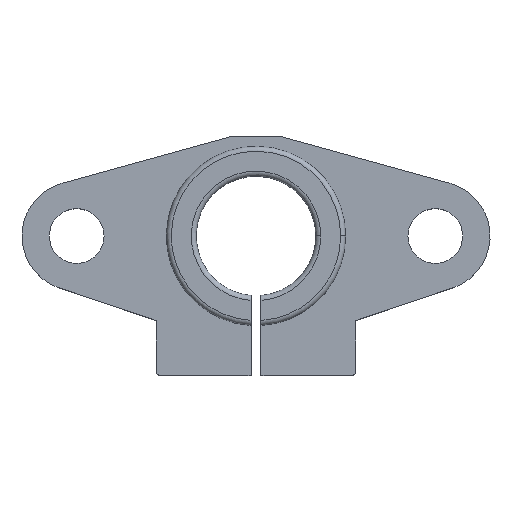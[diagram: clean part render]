
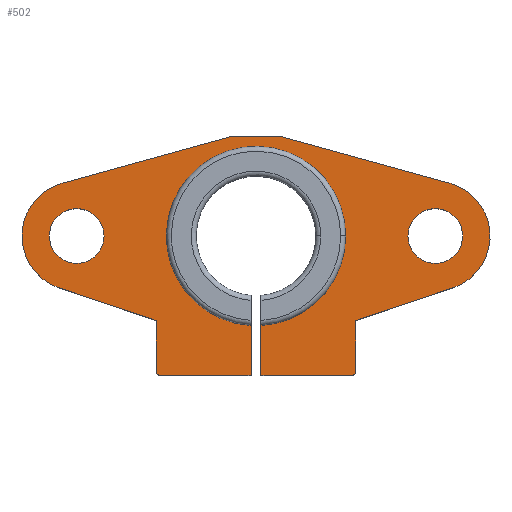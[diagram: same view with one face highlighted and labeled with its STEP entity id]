
A CAD part, top view. The second image highlights one B-rep face of the part: STEP entity #502.
In plain terms, the highlighted planar face has unit normal (0, 0, 1).
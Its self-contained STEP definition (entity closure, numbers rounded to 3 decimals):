
#123 = VERTEX_POINT('',#124);
#124 = CARTESIAN_POINT('',(0.5,-14.,3.5));
#130 = EDGE_CURVE('',#123,#131,#133,.T.);
#131 = VERTEX_POINT('',#132);
#132 = CARTESIAN_POINT('',(0.5,-8.986,3.5));
#133 = LINE('',#134,#135);
#134 = CARTESIAN_POINT('',(0.5,-8.436,3.5));
#135 = VECTOR('',#136,1.);
#136 = DIRECTION('',(0.,1.,0.));
#483 = VERTEX_POINT('',#484);
#484 = CARTESIAN_POINT('',(9.,0.,3.5));
#490 = EDGE_CURVE('',#131,#483,#491,.T.);
#491 = CIRCLE('',#492,9.);
#492 = AXIS2_PLACEMENT_3D('',#493,#494,#495);
#493 = CARTESIAN_POINT('',(0.,0.,3.5));
#494 = DIRECTION('',(0.,0.,1.));
#495 = DIRECTION('',(1.,0.,0.));
#502 = ADVANCED_FACE('',(#503,#630,#641),#652,.F.);
#503 = FACE_BOUND('',#504,.F.);
#504 = EDGE_LOOP('',(#505,#516,#524,#532,#541,#549,#557,#565,#574,#582,
    #590,#599,#605,#606,#607,#616,#624));
#505 = ORIENTED_EDGE('',*,*,#506,.T.);
#506 = EDGE_CURVE('',#507,#509,#511,.T.);
#507 = VERTEX_POINT('',#508);
#508 = CARTESIAN_POINT('',(-9.6,-14.,3.5));
#509 = VERTEX_POINT('',#510);
#510 = CARTESIAN_POINT('',(-10.,-13.6,3.5));
#511 = CIRCLE('',#512,0.4);
#512 = AXIS2_PLACEMENT_3D('',#513,#514,#515);
#513 = CARTESIAN_POINT('',(-9.6,-13.6,3.5));
#514 = DIRECTION('',(-0.,-0.,-1.));
#515 = DIRECTION('',(0.,-1.,0.));
#516 = ORIENTED_EDGE('',*,*,#517,.T.);
#517 = EDGE_CURVE('',#509,#518,#520,.T.);
#518 = VERTEX_POINT('',#519);
#519 = CARTESIAN_POINT('',(-10.,-8.5,3.5));
#520 = LINE('',#521,#522);
#521 = CARTESIAN_POINT('',(-10.,-14.,3.5));
#522 = VECTOR('',#523,1.);
#523 = DIRECTION('',(0.,1.,0.));
#524 = ORIENTED_EDGE('',*,*,#525,.T.);
#525 = EDGE_CURVE('',#518,#526,#528,.T.);
#526 = VERTEX_POINT('',#527);
#527 = CARTESIAN_POINT('',(-19.756,-5.212,3.5));
#528 = LINE('',#529,#530);
#529 = CARTESIAN_POINT('',(-10.,-8.5,3.5));
#530 = VECTOR('',#531,1.);
#531 = DIRECTION('',(-0.948,0.319,0.));
#532 = ORIENTED_EDGE('',*,*,#533,.F.);
#533 = EDGE_CURVE('',#534,#526,#536,.T.);
#534 = VERTEX_POINT('',#535);
#535 = CARTESIAN_POINT('',(-19.468,5.3,3.5));
#536 = CIRCLE('',#537,5.5);
#537 = AXIS2_PLACEMENT_3D('',#538,#539,#540);
#538 = CARTESIAN_POINT('',(-18.,0.,3.5));
#539 = DIRECTION('',(0.,0.,1.));
#540 = DIRECTION('',(1.,0.,0.));
#541 = ORIENTED_EDGE('',*,*,#542,.T.);
#542 = EDGE_CURVE('',#534,#543,#545,.T.);
#543 = VERTEX_POINT('',#544);
#544 = CARTESIAN_POINT('',(-2.5,10.,3.5));
#545 = LINE('',#546,#547);
#546 = CARTESIAN_POINT('',(-19.468,5.3,3.5));
#547 = VECTOR('',#548,1.);
#548 = DIRECTION('',(0.964,0.267,0.));
#549 = ORIENTED_EDGE('',*,*,#550,.T.);
#550 = EDGE_CURVE('',#543,#551,#553,.T.);
#551 = VERTEX_POINT('',#552);
#552 = CARTESIAN_POINT('',(2.5,10.,3.5));
#553 = LINE('',#554,#555);
#554 = CARTESIAN_POINT('',(-2.5,10.,3.5));
#555 = VECTOR('',#556,1.);
#556 = DIRECTION('',(1.,0.,0.));
#557 = ORIENTED_EDGE('',*,*,#558,.F.);
#558 = EDGE_CURVE('',#559,#551,#561,.T.);
#559 = VERTEX_POINT('',#560);
#560 = CARTESIAN_POINT('',(19.468,5.3,3.5));
#561 = LINE('',#562,#563);
#562 = CARTESIAN_POINT('',(19.468,5.3,3.5));
#563 = VECTOR('',#564,1.);
#564 = DIRECTION('',(-0.964,0.267,0.));
#565 = ORIENTED_EDGE('',*,*,#566,.F.);
#566 = EDGE_CURVE('',#567,#559,#569,.T.);
#567 = VERTEX_POINT('',#568);
#568 = CARTESIAN_POINT('',(19.756,-5.212,3.5));
#569 = CIRCLE('',#570,5.5);
#570 = AXIS2_PLACEMENT_3D('',#571,#572,#573);
#571 = CARTESIAN_POINT('',(18.,0.,3.5));
#572 = DIRECTION('',(0.,0.,1.));
#573 = DIRECTION('',(1.,0.,0.));
#574 = ORIENTED_EDGE('',*,*,#575,.T.);
#575 = EDGE_CURVE('',#567,#576,#578,.T.);
#576 = VERTEX_POINT('',#577);
#577 = CARTESIAN_POINT('',(10.,-8.5,3.5));
#578 = LINE('',#579,#580);
#579 = CARTESIAN_POINT('',(19.756,-5.212,3.5));
#580 = VECTOR('',#581,1.);
#581 = DIRECTION('',(-0.948,-0.319,0.));
#582 = ORIENTED_EDGE('',*,*,#583,.F.);
#583 = EDGE_CURVE('',#584,#576,#586,.T.);
#584 = VERTEX_POINT('',#585);
#585 = CARTESIAN_POINT('',(10.,-13.6,3.5));
#586 = LINE('',#587,#588);
#587 = CARTESIAN_POINT('',(10.,-14.,3.5));
#588 = VECTOR('',#589,1.);
#589 = DIRECTION('',(0.,1.,0.));
#590 = ORIENTED_EDGE('',*,*,#591,.T.);
#591 = EDGE_CURVE('',#584,#592,#594,.T.);
#592 = VERTEX_POINT('',#593);
#593 = CARTESIAN_POINT('',(9.6,-14.,3.5));
#594 = CIRCLE('',#595,0.4);
#595 = AXIS2_PLACEMENT_3D('',#596,#597,#598);
#596 = CARTESIAN_POINT('',(9.6,-13.6,3.5));
#597 = DIRECTION('',(-0.,-0.,-1.));
#598 = DIRECTION('',(0.,-1.,0.));
#599 = ORIENTED_EDGE('',*,*,#600,.F.);
#600 = EDGE_CURVE('',#123,#592,#601,.T.);
#601 = LINE('',#602,#603);
#602 = CARTESIAN_POINT('',(-10.,-14.,3.5));
#603 = VECTOR('',#604,1.);
#604 = DIRECTION('',(1.,0.,0.));
#605 = ORIENTED_EDGE('',*,*,#130,.T.);
#606 = ORIENTED_EDGE('',*,*,#490,.T.);
#607 = ORIENTED_EDGE('',*,*,#608,.T.);
#608 = EDGE_CURVE('',#483,#609,#611,.T.);
#609 = VERTEX_POINT('',#610);
#610 = CARTESIAN_POINT('',(-0.5,-8.986,3.5));
#611 = CIRCLE('',#612,9.);
#612 = AXIS2_PLACEMENT_3D('',#613,#614,#615);
#613 = CARTESIAN_POINT('',(0.,0.,3.5));
#614 = DIRECTION('',(0.,0.,1.));
#615 = DIRECTION('',(1.,0.,0.));
#616 = ORIENTED_EDGE('',*,*,#617,.T.);
#617 = EDGE_CURVE('',#609,#618,#620,.T.);
#618 = VERTEX_POINT('',#619);
#619 = CARTESIAN_POINT('',(-0.5,-14.,3.5));
#620 = LINE('',#621,#622);
#621 = CARTESIAN_POINT('',(-0.5,-3.436,3.5));
#622 = VECTOR('',#623,1.);
#623 = DIRECTION('',(0.,-1.,0.));
#624 = ORIENTED_EDGE('',*,*,#625,.F.);
#625 = EDGE_CURVE('',#507,#618,#626,.T.);
#626 = LINE('',#627,#628);
#627 = CARTESIAN_POINT('',(-10.,-14.,3.5));
#628 = VECTOR('',#629,1.);
#629 = DIRECTION('',(1.,0.,0.));
#630 = FACE_BOUND('',#631,.F.);
#631 = EDGE_LOOP('',(#632));
#632 = ORIENTED_EDGE('',*,*,#633,.T.);
#633 = EDGE_CURVE('',#634,#634,#636,.T.);
#634 = VERTEX_POINT('',#635);
#635 = CARTESIAN_POINT('',(20.75,0.,3.5));
#636 = CIRCLE('',#637,2.75);
#637 = AXIS2_PLACEMENT_3D('',#638,#639,#640);
#638 = CARTESIAN_POINT('',(18.,0.,3.5));
#639 = DIRECTION('',(0.,0.,1.));
#640 = DIRECTION('',(1.,0.,0.));
#641 = FACE_BOUND('',#642,.F.);
#642 = EDGE_LOOP('',(#643));
#643 = ORIENTED_EDGE('',*,*,#644,.T.);
#644 = EDGE_CURVE('',#645,#645,#647,.T.);
#645 = VERTEX_POINT('',#646);
#646 = CARTESIAN_POINT('',(-15.25,0.,3.5));
#647 = CIRCLE('',#648,2.75);
#648 = AXIS2_PLACEMENT_3D('',#649,#650,#651);
#649 = CARTESIAN_POINT('',(-18.,0.,3.5));
#650 = DIRECTION('',(0.,0.,1.));
#651 = DIRECTION('',(1.,0.,0.));
#652 = PLANE('',#653);
#653 = AXIS2_PLACEMENT_3D('',#654,#655,#656);
#654 = CARTESIAN_POINT('',(0.,-1.871,3.5));
#655 = DIRECTION('',(-0.,-0.,-1.));
#656 = DIRECTION('',(-1.,0.,0.));
